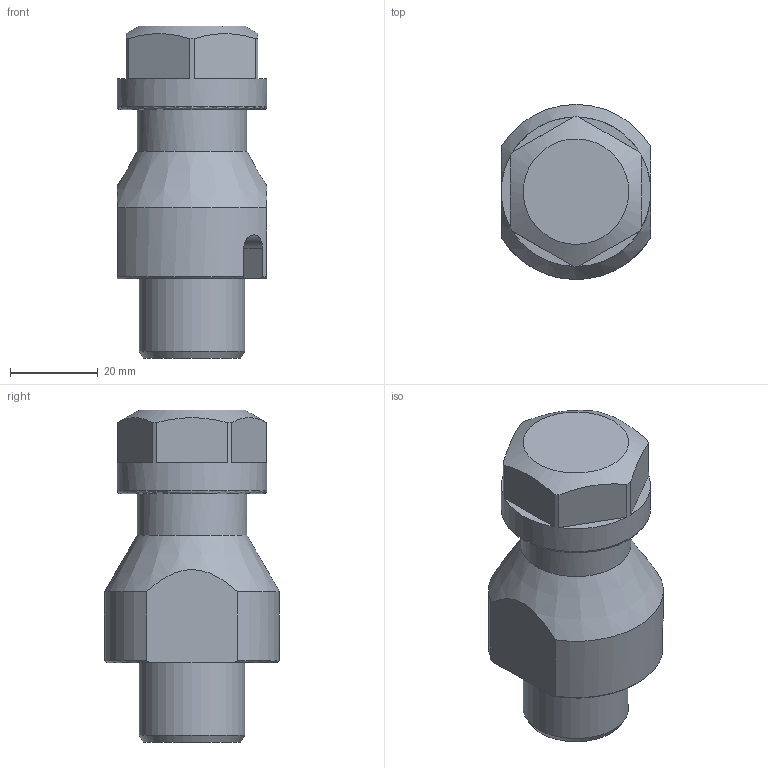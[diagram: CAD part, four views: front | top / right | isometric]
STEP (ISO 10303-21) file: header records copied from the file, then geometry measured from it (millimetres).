
FILE_DESCRIPTION(/* description */ (''),/* implementation_level */ '2;1');
FILE_NAME(/* name */ '10001151742nxv000_00_214.stp',/* time_stamp */ '2023-02-06T13:32:46+01:00',/* author */ (''),/* organization */ (''),/* preprocessor_version */ 'ST-DEVELOPER v18.1',/* originating_system */ 'SIEMENS PLM Software NX 2000',/* authorisation */ '');
FILE_SCHEMA (('AUTOMOTIVE_DESIGN { 1 0 10303 214 3 1 1 1 }'));
Length unit declared in the file: millimetre
Products named in the file (1): 10001151742nxv000_00
Bounding box: 34 x 39.8 x 75.5 mm (x, y, z)
Volume: 57081.4 mm3; surface area: 9883.9 mm2
Topology: 1 solids, 1 shells, 34 faces, 88 edges, 58 vertices
Faces by surface type: plane 21, cylinder 6, cone 6, torus 1
Full cylindrical faces by diameter (mm): 24 x1, 25 x1, 34 x1
Entity records: 1064 total; most frequent: CARTESIAN_POINT 262, DIRECTION 161, ORIENTED_EDGE 154, EDGE_CURVE 77, AXIS2_PLACEMENT_3D 64, VERTEX_POINT 54, EDGE_LOOP 43, ADVANCED_FACE 34
